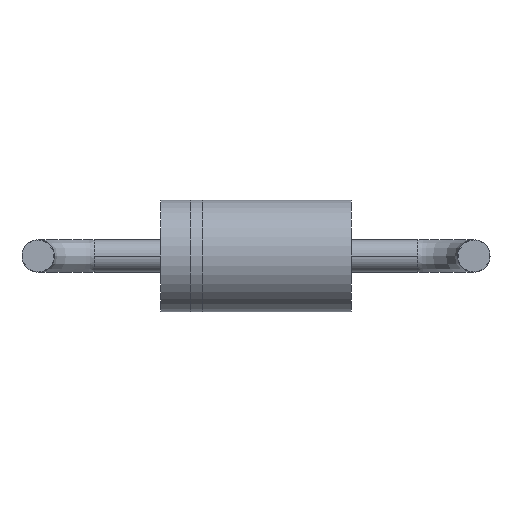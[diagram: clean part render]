
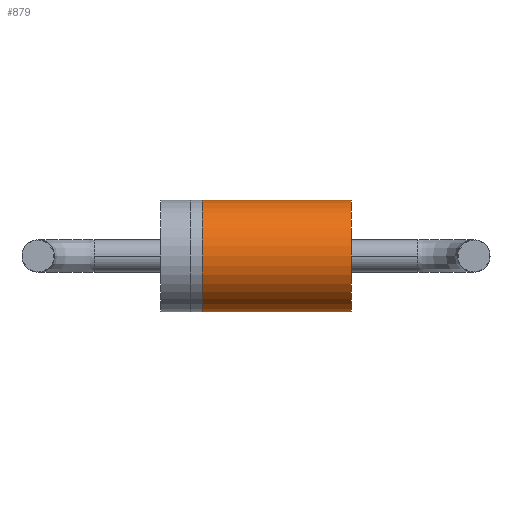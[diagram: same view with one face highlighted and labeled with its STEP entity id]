
A CAD part, front view. The second image highlights one B-rep face of the part: STEP entity #879.
In plain terms, the highlighted cylindrical face has radius 1.36 mm (diameter 2.72 mm), a partial arc.
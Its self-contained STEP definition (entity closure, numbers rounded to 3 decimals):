
#71 = CARTESIAN_POINT ( 'NONE',  ( -1.302, 1.36, -1.36 ) ) ;
#105 = CARTESIAN_POINT ( 'NONE',  ( -2.315, 1.36, -1.36 ) ) ;
#183 = DIRECTION ( 'NONE',  ( -1., 0., 0. ) ) ;
#208 = CYLINDRICAL_SURFACE ( 'NONE', #1434, 1.36 ) ;
#216 = DIRECTION ( 'NONE',  ( 0., 0., 1. ) ) ;
#222 = AXIS2_PLACEMENT_3D ( 'NONE', #1221, #810, #216 ) ;
#224 = CARTESIAN_POINT ( 'NONE',  ( 2.315, 1.36, 1.36 ) ) ;
#238 = EDGE_CURVE ( 'NONE', #756, #680, #241, .T. ) ;
#241 = LINE ( 'NONE', #105, #1553 ) ;
#300 = CARTESIAN_POINT ( 'NONE',  ( -1.302, 1.36, 0. ) ) ;
#375 = CARTESIAN_POINT ( 'NONE',  ( 2.315, 1.36, -1.36 ) ) ;
#587 = ORIENTED_EDGE ( 'NONE', *, *, #919, .T. ) ;
#597 = DIRECTION ( 'NONE',  ( 0., 0., 1. ) ) ;
#680 = VERTEX_POINT ( 'NONE', #71 ) ;
#683 = AXIS2_PLACEMENT_3D ( 'NONE', #300, #1444, #597 ) ;
#756 = VERTEX_POINT ( 'NONE', #375 ) ;
#791 = DIRECTION ( 'NONE',  ( -1., 0., 0. ) ) ;
#805 = ORIENTED_EDGE ( 'NONE', *, *, #238, .F. ) ;
#810 = DIRECTION ( 'NONE',  ( -1., 0., 0. ) ) ;
#813 = CARTESIAN_POINT ( 'NONE',  ( -1.302, 1.36, 1.36 ) ) ;
#832 = VERTEX_POINT ( 'NONE', #224 ) ;
#879 = ADVANCED_FACE ( 'NONE', ( #1516 ), #208, .T. ) ;
#919 = EDGE_CURVE ( 'NONE', #756, #832, #1138, .T. ) ;
#927 = ORIENTED_EDGE ( 'NONE', *, *, #1212, .T. ) ;
#987 = CIRCLE ( 'NONE', #683, 1.36 ) ;
#1085 = CARTESIAN_POINT ( 'NONE',  ( -2.315, 1.36, 0. ) ) ;
#1135 = ORIENTED_EDGE ( 'NONE', *, *, #1200, .F. ) ;
#1138 = CIRCLE ( 'NONE', #222, 1.36 ) ;
#1200 = EDGE_CURVE ( 'NONE', #680, #1596, #987, .T. ) ;
#1212 = EDGE_CURVE ( 'NONE', #832, #1596, #1479, .T. ) ;
#1221 = CARTESIAN_POINT ( 'NONE',  ( 2.315, 1.36, 0. ) ) ;
#1370 = DIRECTION ( 'NONE',  ( 0., 0., 1. ) ) ;
#1434 = AXIS2_PLACEMENT_3D ( 'NONE', #1085, #791, #1370 ) ;
#1444 = DIRECTION ( 'NONE',  ( -1., 0., 0. ) ) ;
#1464 = EDGE_LOOP ( 'NONE', ( #805, #587, #927, #1135 ) ) ;
#1479 = LINE ( 'NONE', #1768, #1531 ) ;
#1516 = FACE_OUTER_BOUND ( 'NONE', #1464, .T. ) ;
#1531 = VECTOR ( 'NONE', #183, 1000. ) ;
#1553 = VECTOR ( 'NONE', #1727, 1000. ) ;
#1596 = VERTEX_POINT ( 'NONE', #813 ) ;
#1727 = DIRECTION ( 'NONE',  ( -1., 0., 0. ) ) ;
#1768 = CARTESIAN_POINT ( 'NONE',  ( -2.315, 1.36, 1.36 ) ) ;
